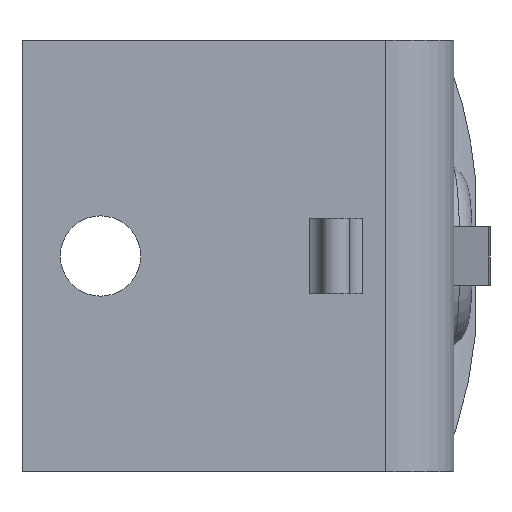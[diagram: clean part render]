
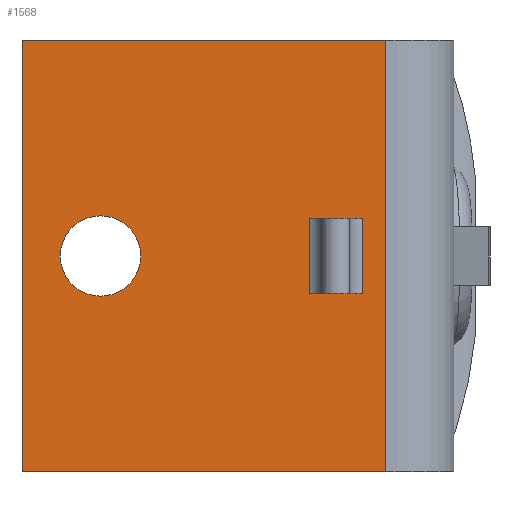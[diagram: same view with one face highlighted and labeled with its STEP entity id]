
A CAD part, front view. The second image highlights one B-rep face of the part: STEP entity #1568.
In plain terms, the highlighted planar face has unit normal (0, -1, 0).
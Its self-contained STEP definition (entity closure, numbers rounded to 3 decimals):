
#34 = CIRCLE ( 'NONE', #511, 1.626 ) ;
#69 = CARTESIAN_POINT ( 'NONE',  ( 0., 0., 17.45 ) ) ;
#106 = VECTOR ( 'NONE', #2240, 1000. ) ;
#110 = ORIENTED_EDGE ( 'NONE', *, *, #2195, .T. ) ;
#120 = CARTESIAN_POINT ( 'NONE',  ( -14.692, 0., 17.45 ) ) ;
#131 = CARTESIAN_POINT ( 'NONE',  ( -11.633, 0., 7.201 ) ) ;
#162 = VERTEX_POINT ( 'NONE', #693 ) ;
#232 = ORIENTED_EDGE ( 'NONE', *, *, #783, .T. ) ;
#272 = VECTOR ( 'NONE', #357, 1000. ) ;
#300 = ORIENTED_EDGE ( 'NONE', *, *, #897, .T. ) ;
#315 = ORIENTED_EDGE ( 'NONE', *, *, #1739, .T. ) ;
#325 = VECTOR ( 'NONE', #1834, 1000. ) ;
#338 = VERTEX_POINT ( 'NONE', #69 ) ;
#341 = CARTESIAN_POINT ( 'NONE',  ( 0., 0., 17.45 ) ) ;
#357 = DIRECTION ( 'NONE',  ( -1., 0., 0. ) ) ;
#366 = VERTEX_POINT ( 'NONE', #1308 ) ;
#413 = ORIENTED_EDGE ( 'NONE', *, *, #896, .T. ) ;
#432 = CARTESIAN_POINT ( 'NONE',  ( 0., 0., 17.45 ) ) ;
#458 = CARTESIAN_POINT ( 'NONE',  ( -14.692, 0., 0. ) ) ;
#492 = DIRECTION ( 'NONE',  ( 0., 0., 1. ) ) ;
#509 = EDGE_CURVE ( 'NONE', #162, #532, #1338, .T. ) ;
#511 = AXIS2_PLACEMENT_3D ( 'NONE', #1141, #1487, #2194 ) ;
#531 = CARTESIAN_POINT ( 'NONE',  ( -13.17, 0., 7.201 ) ) ;
#532 = VERTEX_POINT ( 'NONE', #1195 ) ;
#552 = LINE ( 'NONE', #1958, #2049 ) ;
#579 = DIRECTION ( 'NONE',  ( 0., 0., -1. ) ) ;
#596 = VECTOR ( 'NONE', #1143, 1000. ) ;
#598 = PLANE ( 'NONE',  #1219 ) ;
#611 = LINE ( 'NONE', #1331, #325 ) ;
#615 = LINE ( 'NONE', #120, #1104 ) ;
#643 = CARTESIAN_POINT ( 'NONE',  ( -3.175, 0., 8.725 ) ) ;
#664 = EDGE_LOOP ( 'NONE', ( #1190, #110 ) ) ;
#669 = EDGE_CURVE ( 'NONE', #366, #1849, #1924, .T. ) ;
#693 = CARTESIAN_POINT ( 'NONE',  ( -13.767, 0., 10.249 ) ) ;
#701 = CARTESIAN_POINT ( 'NONE',  ( -11.633, 0., 7.201 ) ) ;
#713 = CARTESIAN_POINT ( 'NONE',  ( -11.633, 0., 10.249 ) ) ;
#725 = LINE ( 'NONE', #1461, #1831 ) ;
#740 = DIRECTION ( 'NONE',  ( 1., 0., 0. ) ) ;
#760 = ORIENTED_EDGE ( 'NONE', *, *, #1538, .T. ) ;
#762 = FACE_OUTER_BOUND ( 'NONE', #1835, .T. ) ;
#775 = AXIS2_PLACEMENT_3D ( 'NONE', #643, #1926, #492 ) ;
#783 = EDGE_CURVE ( 'NONE', #2193, #1291, #725, .T. ) ;
#790 = CARTESIAN_POINT ( 'NONE',  ( -11.633, 0., 10.249 ) ) ;
#807 = LINE ( 'NONE', #1124, #1580 ) ;
#812 = ORIENTED_EDGE ( 'NONE', *, *, #1271, .T. ) ;
#834 = VECTOR ( 'NONE', #1069, 1000. ) ;
#863 = VERTEX_POINT ( 'NONE', #458 ) ;
#896 = EDGE_CURVE ( 'NONE', #2211, #162, #1533, .T. ) ;
#897 = EDGE_CURVE ( 'NONE', #1822, #863, #615, .T. ) ;
#952 = ORIENTED_EDGE ( 'NONE', *, *, #509, .T. ) ;
#988 = EDGE_CURVE ( 'NONE', #2065, #366, #1500, .T. ) ;
#1020 = VERTEX_POINT ( 'NONE', #2267 ) ;
#1044 = CARTESIAN_POINT ( 'NONE',  ( 0., 0., 7.201 ) ) ;
#1069 = DIRECTION ( 'NONE',  ( -1., 0., 0. ) ) ;
#1098 = EDGE_LOOP ( 'NONE', ( #413, #952, #812, #232, #1459, #1685, #1359, #315 ) ) ;
#1099 = DIRECTION ( 'NONE',  ( 1., 0., 0. ) ) ;
#1104 = VECTOR ( 'NONE', #1688, 1000. ) ;
#1124 = CARTESIAN_POINT ( 'NONE',  ( 0., 0., 17.45 ) ) ;
#1141 = CARTESIAN_POINT ( 'NONE',  ( -3.175, 0., 8.725 ) ) ;
#1143 = DIRECTION ( 'NONE',  ( -1., 0., 0. ) ) ;
#1149 = DIRECTION ( 'NONE',  ( 0., -1., 0. ) ) ;
#1190 = ORIENTED_EDGE ( 'NONE', *, *, #1683, .T. ) ;
#1195 = CARTESIAN_POINT ( 'NONE',  ( -13.17, 0., 10.249 ) ) ;
#1200 = DIRECTION ( 'NONE',  ( 0., 0., -1. ) ) ;
#1219 = AXIS2_PLACEMENT_3D ( 'NONE', #432, #1149, #579 ) ;
#1271 = EDGE_CURVE ( 'NONE', #532, #2193, #552, .T. ) ;
#1291 = VERTEX_POINT ( 'NONE', #713 ) ;
#1306 = CARTESIAN_POINT ( 'NONE',  ( -3.175, 0., 7.099 ) ) ;
#1308 = CARTESIAN_POINT ( 'NONE',  ( -12.23, 0., 7.201 ) ) ;
#1325 = CARTESIAN_POINT ( 'NONE',  ( -13.767, 0., 7.201 ) ) ;
#1331 = CARTESIAN_POINT ( 'NONE',  ( -11.633, 0., 10.249 ) ) ;
#1338 = LINE ( 'NONE', #790, #1904 ) ;
#1352 = VERTEX_POINT ( 'NONE', #1306 ) ;
#1359 = ORIENTED_EDGE ( 'NONE', *, *, #669, .T. ) ;
#1361 = EDGE_CURVE ( 'NONE', #1488, #863, #1870, .T. ) ;
#1369 = DIRECTION ( 'NONE',  ( 1., 0., 0. ) ) ;
#1459 = ORIENTED_EDGE ( 'NONE', *, *, #1633, .T. ) ;
#1461 = CARTESIAN_POINT ( 'NONE',  ( 0., 0., 10.249 ) ) ;
#1467 = EDGE_CURVE ( 'NONE', #338, #1488, #1932, .T. ) ;
#1469 = FACE_BOUND ( 'NONE', #664, .T. ) ;
#1487 = DIRECTION ( 'NONE',  ( 0., 1., 0. ) ) ;
#1488 = VERTEX_POINT ( 'NONE', #1573 ) ;
#1500 = LINE ( 'NONE', #701, #834 ) ;
#1522 = LINE ( 'NONE', #1044, #106 ) ;
#1533 = LINE ( 'NONE', #1325, #1902 ) ;
#1538 = EDGE_CURVE ( 'NONE', #338, #1822, #807, .T. ) ;
#1539 = CARTESIAN_POINT ( 'NONE',  ( -14.692, 0., 17.45 ) ) ;
#1540 = ORIENTED_EDGE ( 'NONE', *, *, #1361, .F. ) ;
#1557 = CARTESIAN_POINT ( 'NONE',  ( -13.767, 0., 7.201 ) ) ;
#1568 = ADVANCED_FACE ( 'NONE', ( #2043, #1469, #762 ), #598, .T. ) ;
#1573 = CARTESIAN_POINT ( 'NONE',  ( 0., 0., 0. ) ) ;
#1580 = VECTOR ( 'NONE', #2207, 1000. ) ;
#1633 = EDGE_CURVE ( 'NONE', #1291, #2065, #611, .T. ) ;
#1677 = VECTOR ( 'NONE', #1200, 1000. ) ;
#1683 = EDGE_CURVE ( 'NONE', #1352, #1020, #34, .T. ) ;
#1685 = ORIENTED_EDGE ( 'NONE', *, *, #988, .T. ) ;
#1688 = DIRECTION ( 'NONE',  ( 0., 0., -1. ) ) ;
#1739 = EDGE_CURVE ( 'NONE', #1849, #2211, #1522, .T. ) ;
#1822 = VERTEX_POINT ( 'NONE', #1539 ) ;
#1831 = VECTOR ( 'NONE', #740, 1000. ) ;
#1834 = DIRECTION ( 'NONE',  ( 0., 0., -1. ) ) ;
#1835 = EDGE_LOOP ( 'NONE', ( #1540, #2227, #760, #300 ) ) ;
#1849 = VERTEX_POINT ( 'NONE', #531 ) ;
#1870 = LINE ( 'NONE', #2178, #596 ) ;
#1899 = CARTESIAN_POINT ( 'NONE',  ( -12.23, 0., 10.249 ) ) ;
#1902 = VECTOR ( 'NONE', #2057, 1000. ) ;
#1904 = VECTOR ( 'NONE', #1369, 1000. ) ;
#1924 = LINE ( 'NONE', #131, #272 ) ;
#1926 = DIRECTION ( 'NONE',  ( 0., 1., 0. ) ) ;
#1932 = LINE ( 'NONE', #341, #1677 ) ;
#1958 = CARTESIAN_POINT ( 'NONE',  ( -11.633, 0., 10.249 ) ) ;
#2031 = CIRCLE ( 'NONE', #775, 1.626 ) ;
#2041 = CARTESIAN_POINT ( 'NONE',  ( -11.633, 0., 7.201 ) ) ;
#2043 = FACE_BOUND ( 'NONE', #1098, .T. ) ;
#2049 = VECTOR ( 'NONE', #1099, 1000. ) ;
#2057 = DIRECTION ( 'NONE',  ( 0., 0., 1. ) ) ;
#2065 = VERTEX_POINT ( 'NONE', #2041 ) ;
#2178 = CARTESIAN_POINT ( 'NONE',  ( 0., 0., 0. ) ) ;
#2193 = VERTEX_POINT ( 'NONE', #1899 ) ;
#2194 = DIRECTION ( 'NONE',  ( 0., 0., 1. ) ) ;
#2195 = EDGE_CURVE ( 'NONE', #1020, #1352, #2031, .T. ) ;
#2207 = DIRECTION ( 'NONE',  ( -1., 0., 0. ) ) ;
#2211 = VERTEX_POINT ( 'NONE', #1557 ) ;
#2227 = ORIENTED_EDGE ( 'NONE', *, *, #1467, .F. ) ;
#2240 = DIRECTION ( 'NONE',  ( -1., 0., 0. ) ) ;
#2267 = CARTESIAN_POINT ( 'NONE',  ( -3.175, 0., 10.351 ) ) ;
